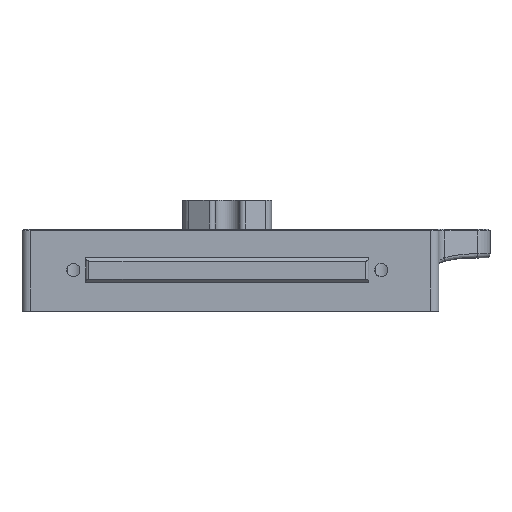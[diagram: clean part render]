
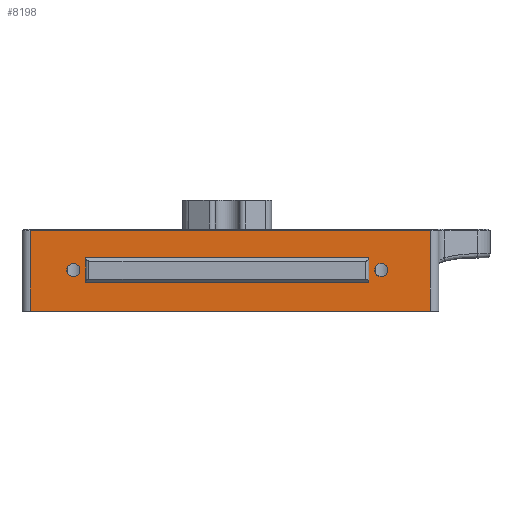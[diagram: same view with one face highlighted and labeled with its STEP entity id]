
A CAD part, top view. The second image highlights one B-rep face of the part: STEP entity #8198.
In plain terms, the highlighted planar face has unit normal (0, 0, 1).
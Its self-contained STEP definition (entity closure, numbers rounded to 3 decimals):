
#144=FACE_BOUND('',#1533,.T.);
#145=FACE_BOUND('',#1534,.T.);
#146=FACE_BOUND('',#1535,.T.);
#409=CIRCLE('',#8978,1.6);
#410=CIRCLE('',#8979,1.6);
#656=PLANE('',#8977);
#1046=FACE_OUTER_BOUND('',#1532,.T.);
#1532=EDGE_LOOP('',(#7012,#7013,#7014,#7015));
#1533=EDGE_LOOP('',(#7016));
#1534=EDGE_LOOP('',(#7017));
#1535=EDGE_LOOP('',(#7018,#7019,#7020,#7021));
#2360=LINE('',#13933,#3140);
#2380=LINE('',#13987,#3160);
#2381=LINE('',#13990,#3161);
#2382=LINE('',#13991,#3162);
#2383=LINE('',#13998,#3163);
#2384=LINE('',#14000,#3164);
#2385=LINE('',#14002,#3165);
#2386=LINE('',#14003,#3166);
#3140=VECTOR('',#11056,10.);
#3160=VECTOR('',#11102,10.);
#3161=VECTOR('',#11105,10.);
#3162=VECTOR('',#11106,10.);
#3163=VECTOR('',#11111,10.);
#3164=VECTOR('',#11112,10.);
#3165=VECTOR('',#11113,10.);
#3166=VECTOR('',#11114,10.);
#3937=VERTEX_POINT('',#13873);
#3951=VERTEX_POINT('',#13929);
#3972=VERTEX_POINT('',#13985);
#3973=VERTEX_POINT('',#13989);
#3974=VERTEX_POINT('',#13992);
#3975=VERTEX_POINT('',#13994);
#3976=VERTEX_POINT('',#13996);
#3977=VERTEX_POINT('',#13997);
#3978=VERTEX_POINT('',#13999);
#3979=VERTEX_POINT('',#14001);
#5033=EDGE_CURVE('',#3937,#3951,#2360,.T.);
#5060=EDGE_CURVE('',#3951,#3972,#2380,.T.);
#5061=EDGE_CURVE('',#3973,#3972,#2381,.T.);
#5062=EDGE_CURVE('',#3973,#3937,#2382,.T.);
#5063=EDGE_CURVE('',#3974,#3974,#409,.T.);
#5064=EDGE_CURVE('',#3975,#3975,#410,.T.);
#5065=EDGE_CURVE('',#3976,#3977,#2383,.T.);
#5066=EDGE_CURVE('',#3978,#3976,#2384,.T.);
#5067=EDGE_CURVE('',#3979,#3978,#2385,.T.);
#5068=EDGE_CURVE('',#3977,#3979,#2386,.T.);
#7012=ORIENTED_EDGE('',*,*,#5033,.T.);
#7013=ORIENTED_EDGE('',*,*,#5060,.T.);
#7014=ORIENTED_EDGE('',*,*,#5061,.F.);
#7015=ORIENTED_EDGE('',*,*,#5062,.T.);
#7016=ORIENTED_EDGE('',*,*,#5063,.F.);
#7017=ORIENTED_EDGE('',*,*,#5064,.F.);
#7018=ORIENTED_EDGE('',*,*,#5065,.F.);
#7019=ORIENTED_EDGE('',*,*,#5066,.F.);
#7020=ORIENTED_EDGE('',*,*,#5067,.F.);
#7021=ORIENTED_EDGE('',*,*,#5068,.F.);
#8198=ADVANCED_FACE('',(#1046,#144,#145,#146),#656,.F.);
#8977=AXIS2_PLACEMENT_3D('',#13988,#11103,#11104);
#8978=AXIS2_PLACEMENT_3D('',#13993,#11107,#11108);
#8979=AXIS2_PLACEMENT_3D('',#13995,#11109,#11110);
#11056=DIRECTION('',(-1.,0.,0.));
#11102=DIRECTION('',(0.,-1.,0.));
#11103=DIRECTION('center_axis',(0.,0.,
-1.));
#11104=DIRECTION('ref_axis',(-1.,0.,0.));
#11105=DIRECTION('',(-1.,0.,0.));
#11106=DIRECTION('',(0.,1.,0.));
#11107=DIRECTION('center_axis',(0.,0.,
1.));
#11108=DIRECTION('ref_axis',(1.,0.,0.));
#11109=DIRECTION('center_axis',(0.,0.,
1.));
#11110=DIRECTION('ref_axis',(1.,0.,0.));
#11111=DIRECTION('',(0.,1.,0.));
#11112=DIRECTION('',(1.,0.,0.));
#11113=DIRECTION('',(0.,-1.,0.));
#11114=DIRECTION('',(-1.,0.,0.));
#13873=CARTESIAN_POINT('',(213.725,29.172,118.684));
#13929=CARTESIAN_POINT('',(116.225,29.172,118.684));
#13933=CARTESIAN_POINT('',(160.325,29.172,118.684));
#13985=CARTESIAN_POINT('',(116.225,9.572,118.684));
#13987=CARTESIAN_POINT('',(116.225,9.572,118.684));
#13988=CARTESIAN_POINT('Origin',(165.925,9.572,118.684));
#13989=CARTESIAN_POINT('',(213.725,9.572,118.684));
#13990=CARTESIAN_POINT('',(183.75,9.572,118.684));
#13991=CARTESIAN_POINT('',(213.725,19.572,118.684));
#13992=CARTESIAN_POINT('',(200.125,19.572,118.684));
#13993=CARTESIAN_POINT('Origin',(201.725,19.572,118.684));
#13994=CARTESIAN_POINT('',(125.125,19.572,118.684));
#13995=CARTESIAN_POINT('Origin',(126.725,19.572,118.684));
#13996=CARTESIAN_POINT('',(198.725,16.572,118.684));
#13997=CARTESIAN_POINT('',(198.725,22.572,118.684));
#13998=CARTESIAN_POINT('',(198.725,16.072,118.684));
#13999=CARTESIAN_POINT('',(129.725,16.572,118.684));
#14000=CARTESIAN_POINT('',(182.325,16.572,118.684));
#14001=CARTESIAN_POINT('',(129.725,22.572,118.684));
#14002=CARTESIAN_POINT('',(129.725,13.072,118.684));
#14003=CARTESIAN_POINT('',(147.825,22.572,118.684));
